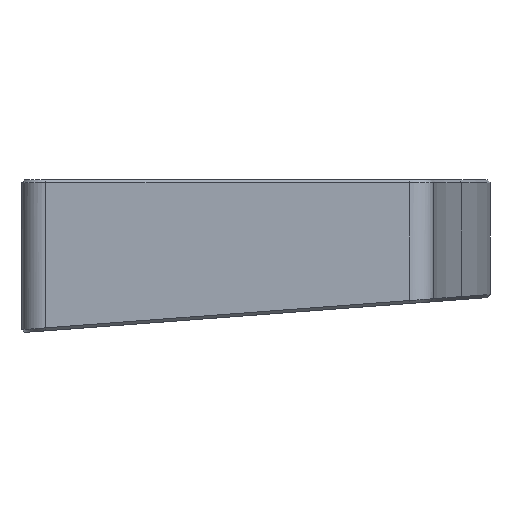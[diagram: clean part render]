
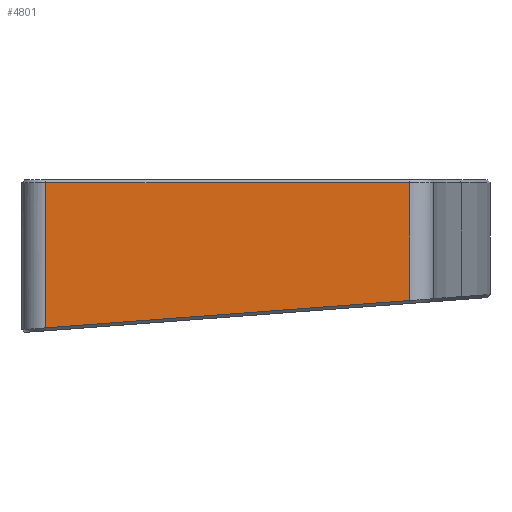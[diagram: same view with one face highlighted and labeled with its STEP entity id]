
A CAD part, left-side view. The second image highlights one B-rep face of the part: STEP entity #4801.
In plain terms, the highlighted planar face has unit normal (-1, 0, 0).
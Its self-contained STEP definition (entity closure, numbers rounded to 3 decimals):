
#138=PLANE('',#5155);
#434=FACE_OUTER_BOUND('',#716,.T.);
#716=EDGE_LOOP('',(#4247,#4248,#4249,#4250,#4251));
#1077=B_SPLINE_CURVE_WITH_KNOTS('',3,(#9873,#9874,#9875,#9876),
 .UNSPECIFIED.,.F.,.F.,(4,4),(1.561,1.571),
 .UNSPECIFIED.);
#1284=LINE('',#9836,#1638);
#1294=LINE('',#9901,#1648);
#1314=LINE('',#9964,#1668);
#1425=LINE('',#13750,#1779);
#1638=VECTOR('',#5665,10.);
#1648=VECTOR('',#5691,10.);
#1668=VECTOR('',#5759,10.);
#1779=VECTOR('',#6136,10.);
#2104=VERTEX_POINT('',#9575);
#2118=VERTEX_POINT('',#9832);
#2119=VERTEX_POINT('',#9834);
#2126=VERTEX_POINT('',#9900);
#2144=VERTEX_POINT('',#9960);
#2694=EDGE_CURVE('',#2119,#2118,#1284,.T.);
#2696=EDGE_CURVE('',#2104,#2119,#1077,.T.);
#2708=EDGE_CURVE('',#2118,#2126,#1294,.T.);
#2740=EDGE_CURVE('',#2126,#2144,#1314,.T.);
#2939=EDGE_CURVE('',#2144,#2104,#1425,.T.);
#4247=ORIENTED_EDGE('',*,*,#2696,.F.);
#4248=ORIENTED_EDGE('',*,*,#2939,.F.);
#4249=ORIENTED_EDGE('',*,*,#2740,.F.);
#4250=ORIENTED_EDGE('',*,*,#2708,.F.);
#4251=ORIENTED_EDGE('',*,*,#2694,.F.);
#4801=ADVANCED_FACE('',(#434),#138,.T.);
#5155=AXIS2_PLACEMENT_3D('',#13751,#6137,#6138);
#5665=DIRECTION('',(0.,0.997,-0.075));
#5691=DIRECTION('',(0.,0.,1.));
#5759=DIRECTION('',(0.,-1.,0.));
#6136=DIRECTION('',(0.,0.,-1.));
#6137=DIRECTION('center_axis',(-1.,0.,0.));
#6138=DIRECTION('ref_axis',(0.,-1.,0.));
#9575=CARTESIAN_POINT('',(-6.,-59.15,-12.521));
#9832=CARTESIAN_POINT('',(-6.,2.,-17.119));
#9834=CARTESIAN_POINT('',(-6.,-59.113,-12.524));
#9836=CARTESIAN_POINT('',(-6.,-14.432,-15.884));
#9873=CARTESIAN_POINT('Ctrl Pts',(-6.,-59.15,-12.521));
#9874=CARTESIAN_POINT('Ctrl Pts',(-6.,-59.138,-12.522));
#9875=CARTESIAN_POINT('Ctrl Pts',(-6.,-59.125,-12.523));
#9876=CARTESIAN_POINT('Ctrl Pts',(-6.,-59.113,-12.524));
#9900=CARTESIAN_POINT('',(-6.,2.,7.3));
#9901=CARTESIAN_POINT('',(-6.,2.,0.));
#9960=CARTESIAN_POINT('',(-6.,-59.15,7.3));
#9964=CARTESIAN_POINT('',(-6.,-13.669,7.3));
#13750=CARTESIAN_POINT('',(-6.,-59.15,0.));
#13751=CARTESIAN_POINT('Origin',(-6.,6.,0.));
